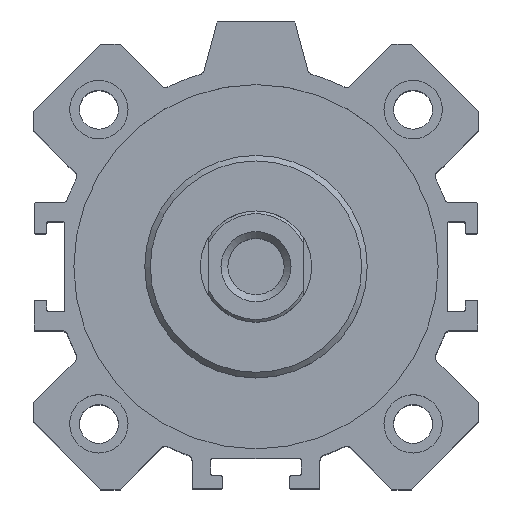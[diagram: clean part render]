
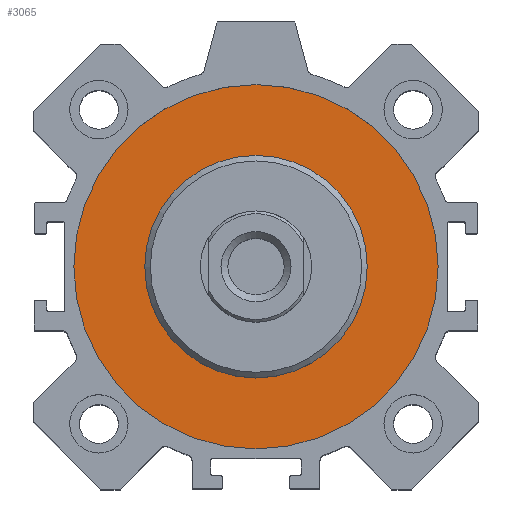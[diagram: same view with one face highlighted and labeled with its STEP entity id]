
A CAD part, top view. The second image highlights one B-rep face of the part: STEP entity #3065.
In plain terms, the highlighted planar face has unit normal (0, 0, 1).
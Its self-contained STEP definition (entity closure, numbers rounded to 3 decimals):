
#518=PLANE('',#3253);
#609=FACE_BOUND('',#851,.T.);
#610=FACE_BOUND('',#852,.T.);
#851=EDGE_LOOP('',(#1989));
#852=EDGE_LOOP('',(#1990));
#1088=CIRCLE('',#3251,32.75);
#1090=CIRCLE('',#3254,20.);
#1264=VERTEX_POINT('',#4569);
#1266=VERTEX_POINT('',#4574);
#1564=EDGE_CURVE('',#1264,#1264,#1088,.T.);
#1566=EDGE_CURVE('',#1266,#1266,#1090,.T.);
#1989=ORIENTED_EDGE('',*,*,#1566,.F.);
#1990=ORIENTED_EDGE('',*,*,#1564,.F.);
#3065=ADVANCED_FACE('',(#609,#610),#518,.T.);
#3251=AXIS2_PLACEMENT_3D('',#4570,#3617,#3618);
#3253=AXIS2_PLACEMENT_3D('',#4573,#3621,#3622);
#3254=AXIS2_PLACEMENT_3D('',#4575,#3623,#3624);
#3617=DIRECTION('center_axis',(0.,0.,-1.));
#3618=DIRECTION('ref_axis',(-1.,0.,0.));
#3621=DIRECTION('center_axis',(0.,0.,1.));
#3622=DIRECTION('ref_axis',(1.,0.,0.));
#3623=DIRECTION('center_axis',(0.,0.,1.));
#3624=DIRECTION('ref_axis',(-1.,0.,0.));
#4569=CARTESIAN_POINT('',(32.75,0.,76.));
#4570=CARTESIAN_POINT('Origin',(0.,0.,76.));
#4573=CARTESIAN_POINT('Origin',(0.,0.,76.));
#4574=CARTESIAN_POINT('',(20.,0.,76.));
#4575=CARTESIAN_POINT('Origin',(0.,0.,76.));
